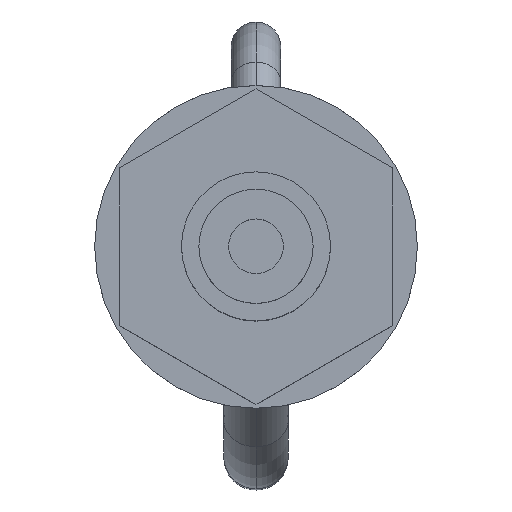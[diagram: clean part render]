
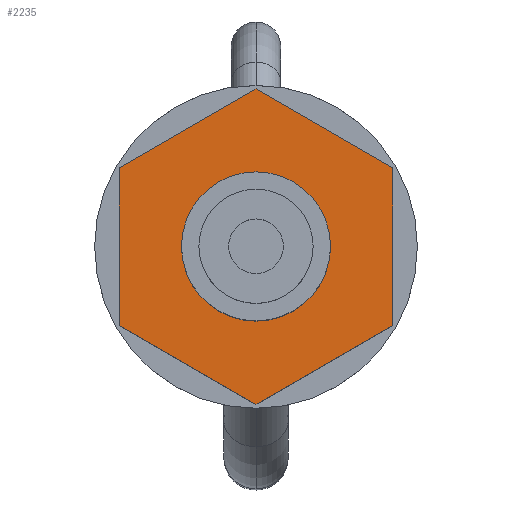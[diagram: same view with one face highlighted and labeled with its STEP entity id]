
A CAD part, top view. The second image highlights one B-rep face of the part: STEP entity #2235.
In plain terms, the highlighted planar face has unit normal (0, 0, 1).
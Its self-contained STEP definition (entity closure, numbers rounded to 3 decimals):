
#17 = VERTEX_POINT ( 'NONE', #651 ) ;
#18 = EDGE_CURVE ( 'NONE', #2241, #2238, #650, .T. ) ;
#19 = EDGE_LOOP ( 'NONE', ( #92, #2246 ) ) ;
#21 = EDGE_LOOP ( 'NONE', ( #2242, #2273, #2250, #2239, #99, #2240 ) ) ;
#26 = EDGE_CURVE ( 'NONE', #2278, #2279, #636, .T. ) ;
#91 = EDGE_CURVE ( 'NONE', #2238, #93, #779, .T. ) ;
#92 = ORIENTED_EDGE ( 'NONE', *, *, #117, .F. ) ;
#93 = VERTEX_POINT ( 'NONE', #775 ) ;
#99 = ORIENTED_EDGE ( 'NONE', *, *, #18, .T. ) ;
#117 = EDGE_CURVE ( 'NONE', #118, #119, #797, .T. ) ;
#118 = VERTEX_POINT ( 'NONE', #792 ) ;
#119 = VERTEX_POINT ( 'NONE', #791 ) ;
#633 = DIRECTION ( 'NONE',  ( 0., -1., 0. ) ) ;
#634 = VECTOR ( 'NONE', #633, 1000. ) ;
#635 = CARTESIAN_POINT ( 'NONE',  ( -2.75, 1.588, 1.8 ) ) ;
#636 = LINE ( 'NONE', #635, #634 ) ;
#647 = DIRECTION ( 'NONE',  ( 0.866, 0.5, 0. ) ) ;
#648 = VECTOR ( 'NONE', #647, 1000. ) ;
#649 = CARTESIAN_POINT ( 'NONE',  ( 0., -3.175, 1.8 ) ) ;
#650 = LINE ( 'NONE', #649, #648 ) ;
#651 = CARTESIAN_POINT ( 'NONE',  ( 0., 3.175, 1.8 ) ) ;
#775 = CARTESIAN_POINT ( 'NONE',  ( 2.75, 1.588, 1.8 ) ) ;
#776 = DIRECTION ( 'NONE',  ( 0., 1., 0. ) ) ;
#777 = VECTOR ( 'NONE', #776, 1000. ) ;
#778 = CARTESIAN_POINT ( 'NONE',  ( 2.75, -1.588, 1.8 ) ) ;
#779 = LINE ( 'NONE', #778, #777 ) ;
#791 = CARTESIAN_POINT ( 'NONE',  ( 1.5, 0., 1.8 ) ) ;
#792 = CARTESIAN_POINT ( 'NONE',  ( -1.5, 0., 1.8 ) ) ;
#793 = DIRECTION ( 'NONE',  ( 1., 0., 0. ) ) ;
#794 = DIRECTION ( 'NONE',  ( 0., 0., 1. ) ) ;
#795 = CARTESIAN_POINT ( 'NONE',  ( 0., 0., 1.8 ) ) ;
#796 = AXIS2_PLACEMENT_3D ( 'NONE', #795, #794, #793 ) ;
#797 = CIRCLE ( 'NONE', #796, 1.5 ) ;
#947 = DIRECTION ( 'NONE',  ( -0.866, -0.5, 0. ) ) ;
#949 = VECTOR ( 'NONE', #947, 1000. ) ;
#1657 = DIRECTION ( 'NONE',  ( 0., 0., 1. ) ) ;
#1658 = CARTESIAN_POINT ( 'NONE',  ( -2.75, 4.763, 1.8 ) ) ;
#1659 = AXIS2_PLACEMENT_3D ( 'NONE', #1658, #1657, #1721 ) ;
#1660 = PLANE ( 'NONE',  #1659 ) ;
#1661 = FACE_BOUND ( 'NONE', #19, .T. ) ;
#1666 = FACE_OUTER_BOUND ( 'NONE', #21, .T. ) ;
#1697 = DIRECTION ( 'NONE',  ( 1., 0., 0. ) ) ;
#1698 = DIRECTION ( 'NONE',  ( 0., 0., 1. ) ) ;
#1699 = CARTESIAN_POINT ( 'NONE',  ( 0., 0., 1.8 ) ) ;
#1700 = AXIS2_PLACEMENT_3D ( 'NONE', #1699, #1698, #1697 ) ;
#1701 = CIRCLE ( 'NONE', #1700, 1.5 ) ;
#1711 = DIRECTION ( 'NONE',  ( 0.866, -0.5, 0. ) ) ;
#1712 = VECTOR ( 'NONE', #1711, 1000. ) ;
#1713 = CARTESIAN_POINT ( 'NONE',  ( -2.75, -1.588, 1.8 ) ) ;
#1714 = LINE ( 'NONE', #1713, #1712 ) ;
#1715 = CARTESIAN_POINT ( 'NONE',  ( 0., -3.175, 1.8 ) ) ;
#1716 = CARTESIAN_POINT ( 'NONE',  ( 2.75, -1.588, 1.8 ) ) ;
#1721 = DIRECTION ( 'NONE',  ( 1., 0., 0. ) ) ;
#1722 = CARTESIAN_POINT ( 'NONE',  ( 0., 3.175, 1.8 ) ) ;
#1723 = LINE ( 'NONE', #1722, #949 ) ;
#1725 = DIRECTION ( 'NONE',  ( -0.866, 0.5, 0. ) ) ;
#1726 = VECTOR ( 'NONE', #1725, 1000. ) ;
#1727 = CARTESIAN_POINT ( 'NONE',  ( 2.75, 1.588, 1.8 ) ) ;
#1728 = LINE ( 'NONE', #1727, #1726 ) ;
#1769 = CARTESIAN_POINT ( 'NONE',  ( -2.75, -1.588, 1.8 ) ) ;
#1770 = CARTESIAN_POINT ( 'NONE',  ( -2.75, 1.588, 1.8 ) ) ;
#2235 = ADVANCED_FACE ( 'NONE', ( #1666, #1661 ), #1660, .T. ) ;
#2238 = VERTEX_POINT ( 'NONE', #1716 ) ;
#2239 = ORIENTED_EDGE ( 'NONE', *, *, #2243, .T. ) ;
#2240 = ORIENTED_EDGE ( 'NONE', *, *, #91, .T. ) ;
#2241 = VERTEX_POINT ( 'NONE', #1715 ) ;
#2242 = ORIENTED_EDGE ( 'NONE', *, *, #2275, .T. ) ;
#2243 = EDGE_CURVE ( 'NONE', #2279, #2241, #1714, .T. ) ;
#2246 = ORIENTED_EDGE ( 'NONE', *, *, #2251, .F. ) ;
#2250 = ORIENTED_EDGE ( 'NONE', *, *, #26, .T. ) ;
#2251 = EDGE_CURVE ( 'NONE', #119, #118, #1701, .T. ) ;
#2273 = ORIENTED_EDGE ( 'NONE', *, *, #2276, .T. ) ;
#2275 = EDGE_CURVE ( 'NONE', #93, #17, #1728, .T. ) ;
#2276 = EDGE_CURVE ( 'NONE', #17, #2278, #1723, .T. ) ;
#2278 = VERTEX_POINT ( 'NONE', #1770 ) ;
#2279 = VERTEX_POINT ( 'NONE', #1769 ) ;
